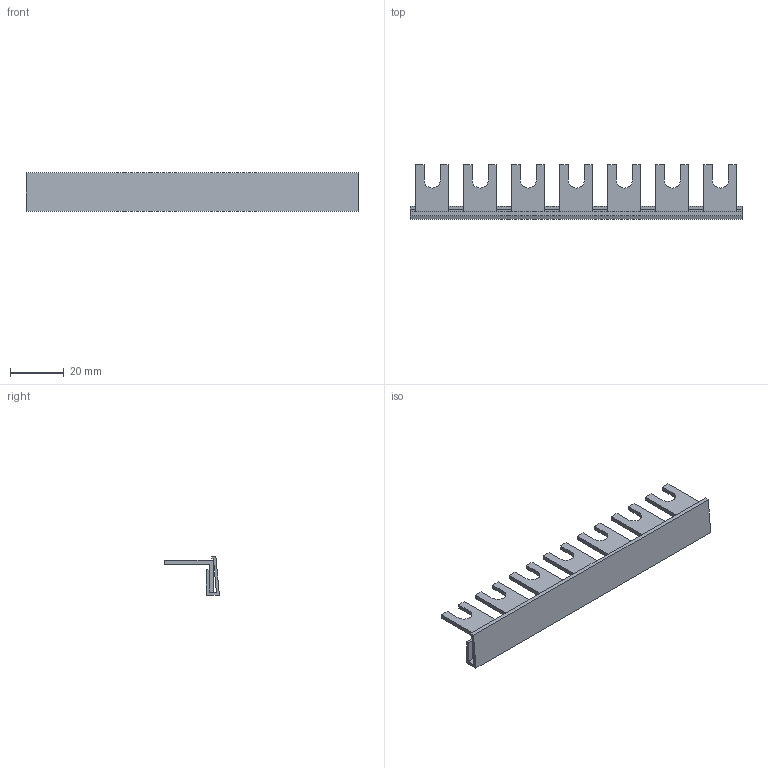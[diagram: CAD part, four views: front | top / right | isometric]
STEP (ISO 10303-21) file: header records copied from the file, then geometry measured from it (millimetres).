
FILE_DESCRIPTION(('Creo Elements/Direct Modeling STEP Export'),'2;1');
FILE_NAME('model.stp','2018-02-09T 9:25:46',(''),(''),'Creo Elements/Direct Modeling STEP processor for AP214 (Solid Model)','Creo Elements/Direct Modeling 18.1I 14-Aug-2016 (C) Parametric Technology GmbH','');
FILE_SCHEMA(('AUTOMOTIVE_DESIGN { 1 0 10303 214 1 1 1 1 }'));
Length unit declared in the file: millimetre
Products named in the file (2): MPB_18_1_7_BU-select
Assembly tree (1 placements, depth 2):
  MPB_18_1_7_BU-select
    MPB_18_1_7_BU-select
Bounding box: 123 x 20.3 x 14.3 mm (x, y, z)
Volume: 6859.8 mm3; surface area: 10283.3 mm2
Topology: 1 solids, 1 shells, 84 faces, 244 edges, 162 vertices
Faces by surface type: plane 77, cylinder 7
Entity records: 3326 total; most frequent: ORIENTED_EDGE 488, CARTESIAN_POINT 467, DIRECTION 388, EDGE_CURVE 244, VECTOR 222, LINE 222, VERTEX_POINT 162, COLOUR_RGB 85
